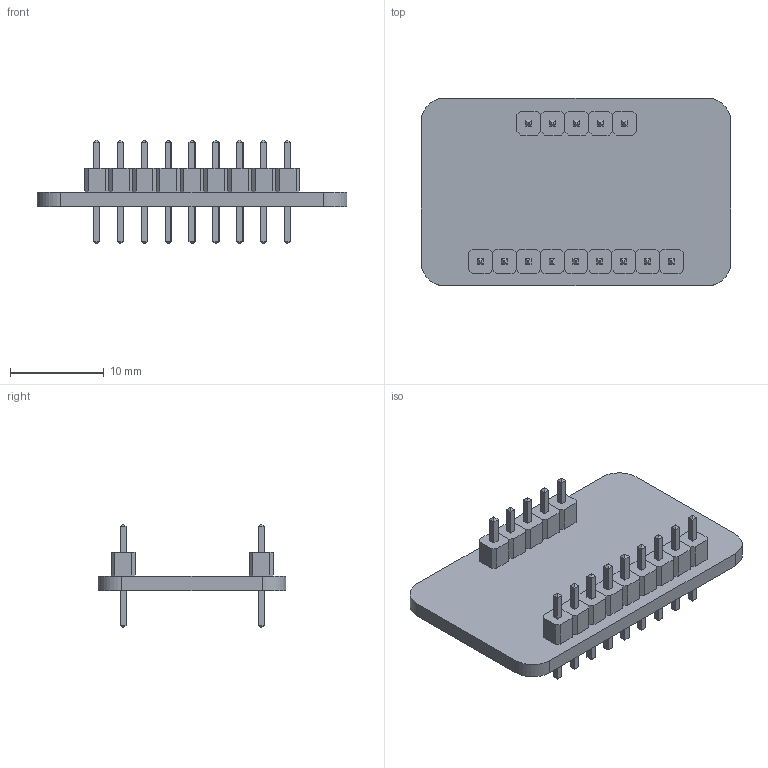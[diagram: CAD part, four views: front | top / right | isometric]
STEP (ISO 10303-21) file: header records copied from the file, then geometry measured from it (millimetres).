
FILE_DESCRIPTION (( 'STEP AP214' ), '1' );
FILE_NAME ('ARDUINO GYRO TEM LSM9DSO 2021.STEP', '2016-05-20T00:57:17', ( '' ), ( '' ), 'SwSTEP 2.0', 'SolidWorks 2016', '' );
FILE_SCHEMA (( 'AUTOMOTIVE_DESIGN' ));
Length unit declared in the file: millimetre
Products named in the file (4): .100 Header_9; .100 Header_5; ARDUINO GYRO TEM LSM9DSO 2021; ARDUINO GYRO TEM LSM9DSO
Assembly tree (3 placements, depth 2):
  ARDUINO GYRO TEM LSM9DSO 2021
    ARDUINO GYRO TEM LSM9DSO
    .100 Header_9
    .100 Header_5
Bounding box: 33 x 20 x 11.07 mm (x, y, z)
Volume: 1305.8 mm3; surface area: 2446.3 mm2
Topology: 29 solids, 29 shells, 402 faces, 920 edges, 576 vertices
Faces by surface type: plane 398, cylinder 4
Entity records: 13096 total; most frequent: CARTESIAN_POINT 1904, ORIENTED_EDGE 1840, DIRECTION 1744, EDGE_CURVE 920, LINE 912, VECTOR 912, VERTEX_POINT 576, EDGE_LOOP 430
